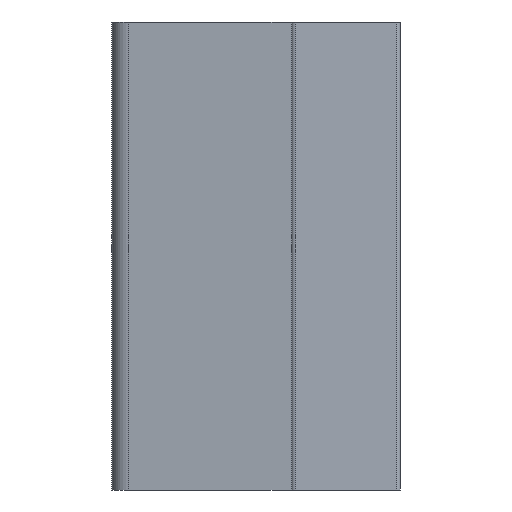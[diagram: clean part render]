
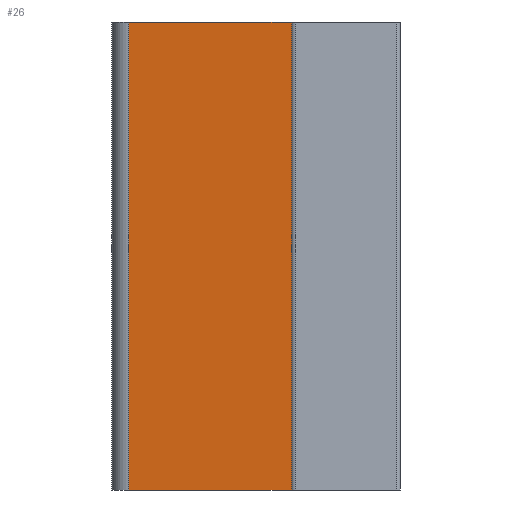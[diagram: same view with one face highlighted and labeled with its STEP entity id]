
A CAD part, left-side view. The second image highlights one B-rep face of the part: STEP entity #26.
In plain terms, the highlighted planar face has unit normal (-0.995, 0.1, 0).
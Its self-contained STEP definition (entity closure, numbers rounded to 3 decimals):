
#26 = ADVANCED_FACE ( 'NONE', ( #150 ), #331, .T. ) ;
#83 = EDGE_CURVE ( 'NONE', #2055, #159, #1387, .T. ) ;
#118 = ORIENTED_EDGE ( 'NONE', *, *, #1175, .F. ) ;
#150 = FACE_OUTER_BOUND ( 'NONE', #2015, .T. ) ;
#159 = VERTEX_POINT ( 'NONE', #1357 ) ;
#266 = ORIENTED_EDGE ( 'NONE', *, *, #490, .T. ) ;
#331 = PLANE ( 'NONE',  #1204 ) ;
#490 = EDGE_CURVE ( 'NONE', #2055, #1548, #1576, .T. ) ;
#500 = CARTESIAN_POINT ( 'NONE',  ( -0.65, 0.25, 0.625 ) ) ;
#527 = DIRECTION ( 'NONE',  ( -0.995, 0.1, 0. ) ) ;
#613 = DIRECTION ( 'NONE',  ( -0.1, -0.995, 0. ) ) ;
#667 = CARTESIAN_POINT ( 'NONE',  ( -0.605, 0.705, -0.625 ) ) ;
#794 = LINE ( 'NONE', #2033, #2092 ) ;
#815 = ORIENTED_EDGE ( 'NONE', *, *, #1046, .T. ) ;
#897 = DIRECTION ( 'NONE',  ( 0., 0., -1. ) ) ;
#927 = CARTESIAN_POINT ( 'NONE',  ( -0.605, 0.705, 0.625 ) ) ;
#947 = CARTESIAN_POINT ( 'NONE',  ( -0.668, 0.067, 0.625 ) ) ;
#1046 = EDGE_CURVE ( 'NONE', #1548, #1637, #794, .T. ) ;
#1137 = ORIENTED_EDGE ( 'NONE', *, *, #83, .F. ) ;
#1175 = EDGE_CURVE ( 'NONE', #159, #1637, #1358, .T. ) ;
#1204 = AXIS2_PLACEMENT_3D ( 'NONE', #947, #527, #613 ) ;
#1244 = VECTOR ( 'NONE', #897, 1000. ) ;
#1311 = VECTOR ( 'NONE', #2100, 1000. ) ;
#1357 = CARTESIAN_POINT ( 'NONE',  ( -0.65, 0.25, -0.625 ) ) ;
#1358 = LINE ( 'NONE', #2069, #1311 ) ;
#1387 = LINE ( 'NONE', #500, #1244 ) ;
#1475 = DIRECTION ( 'NONE',  ( 0., 0., -1. ) ) ;
#1548 = VERTEX_POINT ( 'NONE', #927 ) ;
#1576 = LINE ( 'NONE', #1647, #1680 ) ;
#1637 = VERTEX_POINT ( 'NONE', #667 ) ;
#1647 = CARTESIAN_POINT ( 'NONE',  ( -0.668, 0.067, 0.625 ) ) ;
#1680 = VECTOR ( 'NONE', #2076, 1000. ) ;
#1817 = CARTESIAN_POINT ( 'NONE',  ( -0.65, 0.25, 0.625 ) ) ;
#2015 = EDGE_LOOP ( 'NONE', ( #266, #815, #118, #1137 ) ) ;
#2033 = CARTESIAN_POINT ( 'NONE',  ( -0.605, 0.705, 0.625 ) ) ;
#2055 = VERTEX_POINT ( 'NONE', #1817 ) ;
#2069 = CARTESIAN_POINT ( 'NONE',  ( -0.668, 0.067, -0.625 ) ) ;
#2076 = DIRECTION ( 'NONE',  ( 0.1, 0.995, 0. ) ) ;
#2092 = VECTOR ( 'NONE', #1475, 1000. ) ;
#2100 = DIRECTION ( 'NONE',  ( 0.1, 0.995, 0. ) ) ;
